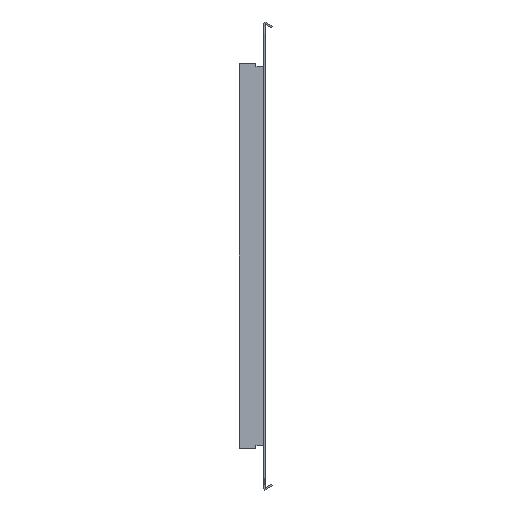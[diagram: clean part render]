
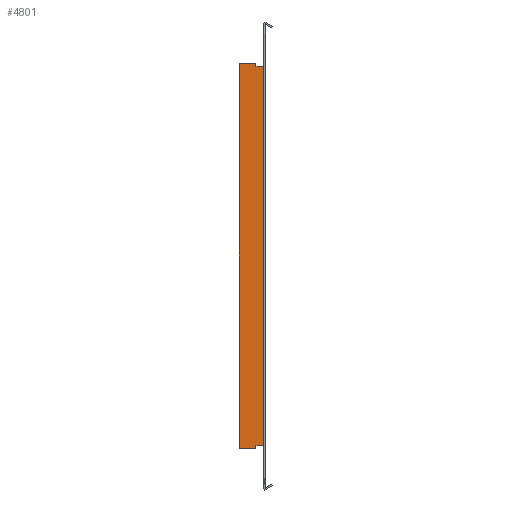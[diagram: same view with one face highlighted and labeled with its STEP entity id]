
A CAD part, left-side view. The second image highlights one B-rep face of the part: STEP entity #4801.
In plain terms, the highlighted planar face has unit normal (-1, 0, 0).
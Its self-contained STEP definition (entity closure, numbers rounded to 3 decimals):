
#130 = CARTESIAN_POINT ( 'NONE',  ( 1.5, 5.75, 184.25 ) ) ;
#307 = VECTOR ( 'NONE', #5230, 1000. ) ;
#328 = DIRECTION ( 'NONE',  ( 0., -1., 0. ) ) ;
#384 = DIRECTION ( 'NONE',  ( 0., 0., -1. ) ) ;
#422 = CARTESIAN_POINT ( 'NONE',  ( 1.5, 5.75, 0. ) ) ;
#452 = LINE ( 'NONE', #4573, #307 ) ;
#593 = CARTESIAN_POINT ( 'NONE',  ( 1.5, 0., 0. ) ) ;
#649 = DIRECTION ( 'NONE',  ( 0., 0., -1. ) ) ;
#755 = CARTESIAN_POINT ( 'NONE',  ( 1.5, 5.75, -184.25 ) ) ;
#758 = LINE ( 'NONE', #3463, #6246 ) ;
#803 = VECTOR ( 'NONE', #4244, 1000. ) ;
#944 = CARTESIAN_POINT ( 'NONE',  ( 1.5, 21.5, -181.75 ) ) ;
#1027 = DIRECTION ( 'NONE',  ( 0., 0., 1. ) ) ;
#1133 = CARTESIAN_POINT ( 'NONE',  ( 1.5, -0.5, -181.25 ) ) ;
#1235 = CARTESIAN_POINT ( 'NONE',  ( 1.5, 21.5, 181.25 ) ) ;
#1291 = VERTEX_POINT ( 'NONE', #5341 ) ;
#1356 = DIRECTION ( 'NONE',  ( 0., 0., 1. ) ) ;
#1634 = LINE ( 'NONE', #7646, #6086 ) ;
#1658 = CARTESIAN_POINT ( 'NONE',  ( 1.5, 21.5, -184.25 ) ) ;
#1678 = EDGE_CURVE ( 'NONE', #6716, #7661, #758, .T. ) ;
#1769 = VECTOR ( 'NONE', #1027, 1000. ) ;
#1878 = CARTESIAN_POINT ( 'NONE',  ( 1.5, -1.5, 181.25 ) ) ;
#1903 = CARTESIAN_POINT ( 'NONE',  ( 1.5, 21.5, -181.75 ) ) ;
#1931 = DIRECTION ( 'NONE',  ( -1., 0., 0. ) ) ;
#1960 = CARTESIAN_POINT ( 'NONE',  ( 1.5, -1.5, 181.25 ) ) ;
#2105 = DIRECTION ( 'NONE',  ( 0., -1., 0. ) ) ;
#2236 = ORIENTED_EDGE ( 'NONE', *, *, #4054, .F. ) ;
#2278 = EDGE_CURVE ( 'NONE', #6199, #7251, #7225, .T. ) ;
#2368 = ORIENTED_EDGE ( 'NONE', *, *, #3095, .T. ) ;
#2448 = VECTOR ( 'NONE', #1356, 1000. ) ;
#2474 = LINE ( 'NONE', #1133, #6628 ) ;
#2534 = CARTESIAN_POINT ( 'NONE',  ( 1.5, 21.5, 0. ) ) ;
#2596 = VERTEX_POINT ( 'NONE', #944 ) ;
#2790 = VERTEX_POINT ( 'NONE', #7173 ) ;
#2872 = ORIENTED_EDGE ( 'NONE', *, *, #7472, .F. ) ;
#2911 = CARTESIAN_POINT ( 'NONE',  ( 1.5, 5.75, -181.25 ) ) ;
#2939 = ORIENTED_EDGE ( 'NONE', *, *, #8019, .F. ) ;
#3000 = ORIENTED_EDGE ( 'NONE', *, *, #7937, .F. ) ;
#3019 = LINE ( 'NONE', #3603, #6937 ) ;
#3095 = EDGE_CURVE ( 'NONE', #4649, #4524, #8757, .T. ) ;
#3183 = ORIENTED_EDGE ( 'NONE', *, *, #6807, .F. ) ;
#3189 = CARTESIAN_POINT ( 'NONE',  ( 1.5, 5.75, -181.75 ) ) ;
#3301 = LINE ( 'NONE', #1878, #7494 ) ;
#3330 = CARTESIAN_POINT ( 'NONE',  ( 1.5, 0., -184.25 ) ) ;
#3463 = CARTESIAN_POINT ( 'NONE',  ( 1.5, 21.5, -181.25 ) ) ;
#3603 = CARTESIAN_POINT ( 'NONE',  ( 1.5, -1.5, 0. ) ) ;
#3782 = ORIENTED_EDGE ( 'NONE', *, *, #8416, .T. ) ;
#3851 = ORIENTED_EDGE ( 'NONE', *, *, #8657, .F. ) ;
#3855 = DIRECTION ( 'NONE',  ( 0., 0., -1. ) ) ;
#4026 = LINE ( 'NONE', #6779, #6169 ) ;
#4054 = EDGE_CURVE ( 'NONE', #4649, #1291, #4026, .T. ) ;
#4089 = DIRECTION ( 'NONE',  ( 0., -1., 0. ) ) ;
#4244 = DIRECTION ( 'NONE',  ( 0., -1., 0. ) ) ;
#4256 = VECTOR ( 'NONE', #5166, 1000. ) ;
#4524 = VERTEX_POINT ( 'NONE', #130 ) ;
#4573 = CARTESIAN_POINT ( 'NONE',  ( 1.5, 5.75, -181.75 ) ) ;
#4597 = LINE ( 'NONE', #1903, #6573 ) ;
#4649 = VERTEX_POINT ( 'NONE', #5074 ) ;
#4739 = ORIENTED_EDGE ( 'NONE', *, *, #7834, .T. ) ;
#4801 = ADVANCED_FACE ( 'NONE', ( #5890 ), #5238, .T. ) ;
#4858 = VECTOR ( 'NONE', #3855, 1000. ) ;
#5074 = CARTESIAN_POINT ( 'NONE',  ( 1.5, 5.75, 181.75 ) ) ;
#5166 = DIRECTION ( 'NONE',  ( 0., 0., 1. ) ) ;
#5230 = DIRECTION ( 'NONE',  ( 0., 0., 1. ) ) ;
#5238 = PLANE ( 'NONE',  #7448 ) ;
#5257 = LINE ( 'NONE', #2534, #4256 ) ;
#5269 = ORIENTED_EDGE ( 'NONE', *, *, #8212, .F. ) ;
#5341 = CARTESIAN_POINT ( 'NONE',  ( 1.5, 5.75, 181.25 ) ) ;
#5701 = VERTEX_POINT ( 'NONE', #7497 ) ;
#5783 = CARTESIAN_POINT ( 'NONE',  ( 1.5, 21.5, 184.25 ) ) ;
#5789 = CARTESIAN_POINT ( 'NONE',  ( 1.5, 5.75, 181.75 ) ) ;
#5890 = FACE_OUTER_BOUND ( 'NONE', #8559, .T. ) ;
#6086 = VECTOR ( 'NONE', #2105, 1000. ) ;
#6124 = DIRECTION ( 'NONE',  ( 0., 1., 0. ) ) ;
#6161 = LINE ( 'NONE', #3330, #8568 ) ;
#6169 = VECTOR ( 'NONE', #649, 1000. ) ;
#6178 = EDGE_CURVE ( 'NONE', #5701, #8078, #5257, .T. ) ;
#6199 = VERTEX_POINT ( 'NONE', #3189 ) ;
#6246 = VECTOR ( 'NONE', #6124, 1000. ) ;
#6298 = EDGE_CURVE ( 'NONE', #6716, #8033, #2474, .T. ) ;
#6457 = DIRECTION ( 'NONE',  ( 0., -1., 0. ) ) ;
#6573 = VECTOR ( 'NONE', #384, 1000. ) ;
#6628 = VECTOR ( 'NONE', #328, 1000. ) ;
#6716 = VERTEX_POINT ( 'NONE', #8557 ) ;
#6779 = CARTESIAN_POINT ( 'NONE',  ( 1.5, 5.75, 181.75 ) ) ;
#6807 = EDGE_CURVE ( 'NONE', #1291, #2790, #3301, .T. ) ;
#6871 = LINE ( 'NONE', #7629, #803 ) ;
#6897 = ORIENTED_EDGE ( 'NONE', *, *, #1678, .F. ) ;
#6901 = ORIENTED_EDGE ( 'NONE', *, *, #6298, .T. ) ;
#6937 = VECTOR ( 'NONE', #8401, 1000. ) ;
#7053 = LINE ( 'NONE', #1235, #2448 ) ;
#7173 = CARTESIAN_POINT ( 'NONE',  ( 1.5, -0.5, 181.25 ) ) ;
#7225 = LINE ( 'NONE', #422, #4858 ) ;
#7251 = VERTEX_POINT ( 'NONE', #755 ) ;
#7448 = AXIS2_PLACEMENT_3D ( 'NONE', #593, #1931, #6457 ) ;
#7472 = EDGE_CURVE ( 'NONE', #2596, #5701, #7053, .T. ) ;
#7494 = VECTOR ( 'NONE', #4089, 1000. ) ;
#7497 = CARTESIAN_POINT ( 'NONE',  ( 1.5, 21.5, 181.75 ) ) ;
#7629 = CARTESIAN_POINT ( 'NONE',  ( 1.5, 0., 181.25 ) ) ;
#7646 = CARTESIAN_POINT ( 'NONE',  ( 1.5, 0., 184.25 ) ) ;
#7661 = VERTEX_POINT ( 'NONE', #2911 ) ;
#7834 = EDGE_CURVE ( 'NONE', #6199, #7661, #452, .T. ) ;
#7853 = ORIENTED_EDGE ( 'NONE', *, *, #6178, .F. ) ;
#7937 = EDGE_CURVE ( 'NONE', #8078, #4524, #1634, .T. ) ;
#7971 = CARTESIAN_POINT ( 'NONE',  ( 1.5, -1.5, -181.25 ) ) ;
#8019 = EDGE_CURVE ( 'NONE', #8115, #8033, #3019, .T. ) ;
#8033 = VERTEX_POINT ( 'NONE', #7971 ) ;
#8078 = VERTEX_POINT ( 'NONE', #5783 ) ;
#8115 = VERTEX_POINT ( 'NONE', #1960 ) ;
#8212 = EDGE_CURVE ( 'NONE', #7251, #8687, #6161, .T. ) ;
#8401 = DIRECTION ( 'NONE',  ( 0., 0., -1. ) ) ;
#8416 = EDGE_CURVE ( 'NONE', #2596, #8687, #4597, .T. ) ;
#8474 = ORIENTED_EDGE ( 'NONE', *, *, #2278, .F. ) ;
#8557 = CARTESIAN_POINT ( 'NONE',  ( 1.5, -0.5, -181.25 ) ) ;
#8559 = EDGE_LOOP ( 'NONE', ( #6897, #6901, #2939, #3851, #3183, #2236, #2368, #3000, #7853, #2872, #3782, #5269, #8474, #4739 ) ) ;
#8568 = VECTOR ( 'NONE', #8717, 1000. ) ;
#8657 = EDGE_CURVE ( 'NONE', #2790, #8115, #6871, .T. ) ;
#8687 = VERTEX_POINT ( 'NONE', #1658 ) ;
#8717 = DIRECTION ( 'NONE',  ( 0., 1., 0. ) ) ;
#8757 = LINE ( 'NONE', #5789, #1769 ) ;
